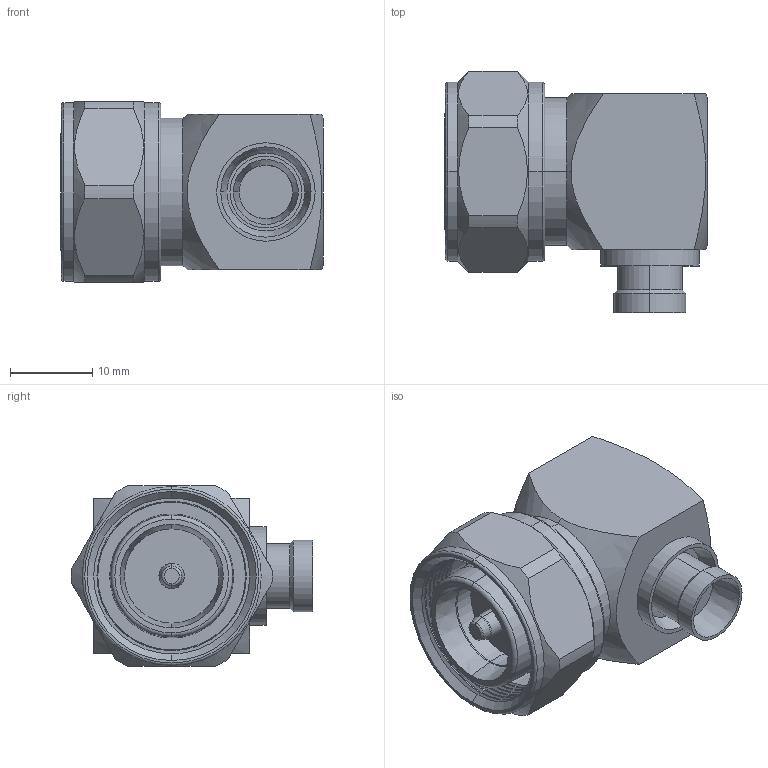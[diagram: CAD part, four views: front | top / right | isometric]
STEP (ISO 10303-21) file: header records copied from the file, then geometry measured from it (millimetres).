
FILE_DESCRIPTION (( 'STEP AP203' ), '1' );
FILE_NAME ('3190-6180(TC-250-4310M-RA-LP).STEP', '2020-08-17T07:49:40', ( '' ), ( '' ), 'SwSTEP 2.0', 'SolidWorks 2018', '' );
FILE_SCHEMA (( 'CONFIG_CONTROL_DESIGN' ));
Length unit declared in the file: inch
Products named in the file (1): 3190-6180(TC-250-4310M-RA-LP)
Bounding box: 32 x 29.45 x 22 mm (x, y, z)
Volume: 10113.7 mm3; surface area: 5749.2 mm2
Topology: 1 solids, 3 shells, 190 faces, 414 edges, 244 vertices
Faces by surface type: cylinder 71, cone 56, plane 37, torus 26
Entity records: 6120 total; most frequent: CARTESIAN_POINT 1750, DIRECTION 1006, ORIENTED_EDGE 828, AXIS2_PLACEMENT_3D 429, EDGE_CURVE 414, VERTEX_POINT 244, CIRCLE 238, EDGE_LOOP 210
